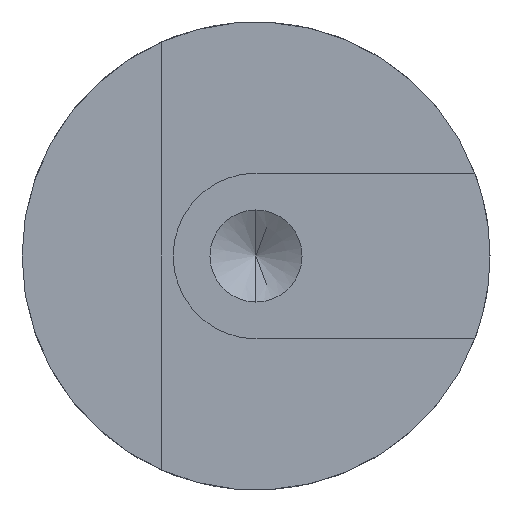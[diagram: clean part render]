
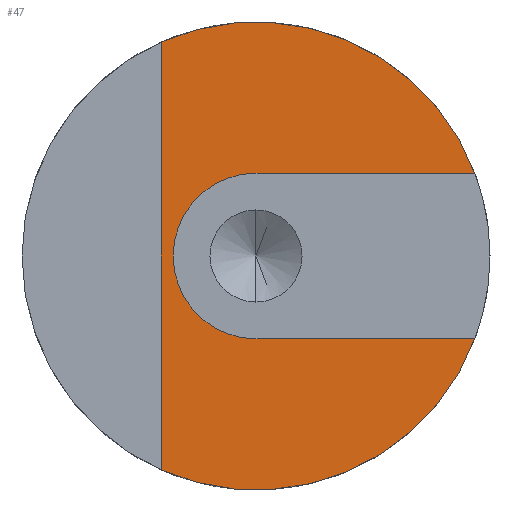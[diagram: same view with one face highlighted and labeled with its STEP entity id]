
A CAD part, left-side view. The second image highlights one B-rep face of the part: STEP entity #47.
In plain terms, the highlighted planar face has unit normal (-1, 0, 0).
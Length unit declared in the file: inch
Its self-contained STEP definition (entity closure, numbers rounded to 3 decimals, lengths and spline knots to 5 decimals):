
#36 = DIRECTION ( 'NONE',  ( 0., -1., 0. ) ) ;
#41 = VECTOR ( 'NONE', #121, 39.37008 ) ;
#47 = ADVANCED_FACE ( 'NONE', ( #859 ), #698, .T. ) ;
#48 = LINE ( 'NONE', #564, #41 ) ;
#49 = CARTESIAN_POINT ( 'NONE',  ( -3.071, -0.46762, -0.177 ) ) ;
#50 = VERTEX_POINT ( 'NONE', #569 ) ;
#58 = DIRECTION ( 'NONE',  ( -1., 0., 0. ) ) ;
#59 = AXIS2_PLACEMENT_3D ( 'NONE', #541, #232, #886 ) ;
#91 = CARTESIAN_POINT ( 'NONE',  ( -3.071, 0., -0.177 ) ) ;
#107 = CARTESIAN_POINT ( 'NONE',  ( -3.071, 0.177, 0. ) ) ;
#121 = DIRECTION ( 'NONE',  ( 0., 0., -1. ) ) ;
#127 = EDGE_CURVE ( 'NONE', #488, #445, #48, .T. ) ;
#154 = EDGE_LOOP ( 'NONE', ( #900, #720, #607, #540, #389, #898, #827 ) ) ;
#161 = AXIS2_PLACEMENT_3D ( 'NONE', #439, #653, #355 ) ;
#197 = CIRCLE ( 'NONE', #518, 0.177 ) ;
#201 = EDGE_CURVE ( 'NONE', #488, #50, #436, .T. ) ;
#203 = LINE ( 'NONE', #685, #634 ) ;
#221 = EDGE_CURVE ( 'NONE', #657, #761, #656, .T. ) ;
#232 = DIRECTION ( 'NONE',  ( 1., 0., 0. ) ) ;
#248 = DIRECTION ( 'NONE',  ( 1., 0., 0. ) ) ;
#253 = DIRECTION ( 'NONE',  ( 0., 0., -1. ) ) ;
#301 = AXIS2_PLACEMENT_3D ( 'NONE', #611, #248, #760 ) ;
#309 = VERTEX_POINT ( 'NONE', #107 ) ;
#340 = CARTESIAN_POINT ( 'NONE',  ( -3.071, 0., 0.177 ) ) ;
#355 = DIRECTION ( 'NONE',  ( 0., 0., -1. ) ) ;
#387 = EDGE_CURVE ( 'NONE', #657, #309, #633, .T. ) ;
#389 = ORIENTED_EDGE ( 'NONE', *, *, #127, .T. ) ;
#406 = VECTOR ( 'NONE', #593, 39.37008 ) ;
#436 = CIRCLE ( 'NONE', #161, 0.5 ) ;
#439 = CARTESIAN_POINT ( 'NONE',  ( -3.071, 0., 0. ) ) ;
#445 = VERTEX_POINT ( 'NONE', #641 ) ;
#488 = VERTEX_POINT ( 'NONE', #512 ) ;
#512 = CARTESIAN_POINT ( 'NONE',  ( -3.071, 0.202, 0.45738 ) ) ;
#518 = AXIS2_PLACEMENT_3D ( 'NONE', #552, #907, #253 ) ;
#540 = ORIENTED_EDGE ( 'NONE', *, *, #201, .F. ) ;
#541 = CARTESIAN_POINT ( 'NONE',  ( -3.071, 0., 0. ) ) ;
#552 = CARTESIAN_POINT ( 'NONE',  ( -3.071, 0., 0. ) ) ;
#564 = CARTESIAN_POINT ( 'NONE',  ( -3.071, 0.202, 0. ) ) ;
#569 = CARTESIAN_POINT ( 'NONE',  ( -3.071, -0.46762, 0.177 ) ) ;
#593 = DIRECTION ( 'NONE',  ( 0., -1., 0. ) ) ;
#600 = AXIS2_PLACEMENT_3D ( 'NONE', #784, #58, #627 ) ;
#607 = ORIENTED_EDGE ( 'NONE', *, *, #824, .T. ) ;
#611 = CARTESIAN_POINT ( 'NONE',  ( -3.071, 0., 0. ) ) ;
#627 = DIRECTION ( 'NONE',  ( 0., 0., -1. ) ) ;
#633 = CIRCLE ( 'NONE', #301, 0.177 ) ;
#634 = VECTOR ( 'NONE', #36, 39.37008 ) ;
#641 = CARTESIAN_POINT ( 'NONE',  ( -3.071, 0.202, -0.45738 ) ) ;
#653 = DIRECTION ( 'NONE',  ( 1., 0., 0. ) ) ;
#656 = LINE ( 'NONE', #938, #406 ) ;
#657 = VERTEX_POINT ( 'NONE', #91 ) ;
#685 = CARTESIAN_POINT ( 'NONE',  ( -3.071, 0., 0.177 ) ) ;
#698 = PLANE ( 'NONE',  #600 ) ;
#720 = ORIENTED_EDGE ( 'NONE', *, *, #834, .T. ) ;
#725 = EDGE_CURVE ( 'NONE', #761, #445, #800, .T. ) ;
#760 = DIRECTION ( 'NONE',  ( 0., 0., -1. ) ) ;
#761 = VERTEX_POINT ( 'NONE', #49 ) ;
#784 = CARTESIAN_POINT ( 'NONE',  ( -3.071, 0., 0. ) ) ;
#800 = CIRCLE ( 'NONE', #59, 0.5 ) ;
#805 = VERTEX_POINT ( 'NONE', #340 ) ;
#824 = EDGE_CURVE ( 'NONE', #805, #50, #203, .T. ) ;
#827 = ORIENTED_EDGE ( 'NONE', *, *, #221, .F. ) ;
#834 = EDGE_CURVE ( 'NONE', #309, #805, #197, .T. ) ;
#859 = FACE_OUTER_BOUND ( 'NONE', #154, .T. ) ;
#886 = DIRECTION ( 'NONE',  ( 0., 0., -1. ) ) ;
#898 = ORIENTED_EDGE ( 'NONE', *, *, #725, .F. ) ;
#900 = ORIENTED_EDGE ( 'NONE', *, *, #387, .T. ) ;
#907 = DIRECTION ( 'NONE',  ( 1., 0., 0. ) ) ;
#938 = CARTESIAN_POINT ( 'NONE',  ( -3.071, 0., -0.177 ) ) ;
